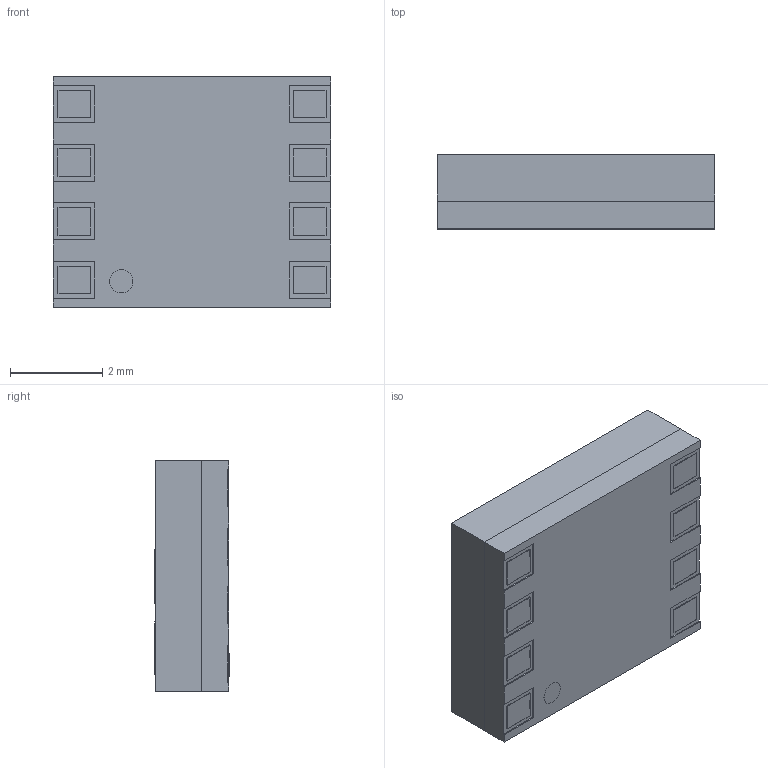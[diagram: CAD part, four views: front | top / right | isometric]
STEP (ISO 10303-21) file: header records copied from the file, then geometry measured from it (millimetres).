
FILE_DESCRIPTION(('STEP AP203'), '1');
FILE_NAME('Ìèêðîñõåìà â êîðïóñå DFN8 5x6x1,6 (1,27)', '', ('UNSPECIFIED'), ('UNSPECIFIED'), 'C3D Converter', 'C3D Toolkit', '');
FILE_SCHEMA(('CONFIG_CONTROL_DESIGN'));
Length unit declared in the file: millimetre
Products named in the file (4): Микросхема в корпусе DFN8 5x6x1,6 (1,27); Корпус DFN8 5x6x1,6 (1,27)_1,6; Плата печатная DFN8 5x6x1,6(1,27); Пластик DFN8 5x6_1,6
Assembly tree (3 placements, depth 3):
  Микросхема в корпусе DFN8 5x6x1,6 (1,27)
    Корпус DFN8 5x6x1,6 (1,27)_1,6
      Плата печатная DFN8 5x6x1,6(1,27)
      Пластик DFN8 5x6_1,6
Bounding box: 6 x 1.6 x 5 mm (x, y, z)
Volume: 47.9 mm3; surface area: 162.6 mm2
Topology: 10 solids, 10 shells, 269 faces, 690 edges, 460 vertices
Faces by surface type: plane 184, extrusion 51, cylinder 34
Full cylindrical faces by diameter (mm): 0.5 x1
Entity records: 10542 total; most frequent: CARTESIAN_POINT 1728, ORIENTED_EDGE 1378, DIRECTION 1150, EDGE_CURVE 689, VECTOR 570, LINE 519, VERTEX_POINT 460, AXIS2_PLACEMENT_3D 290
